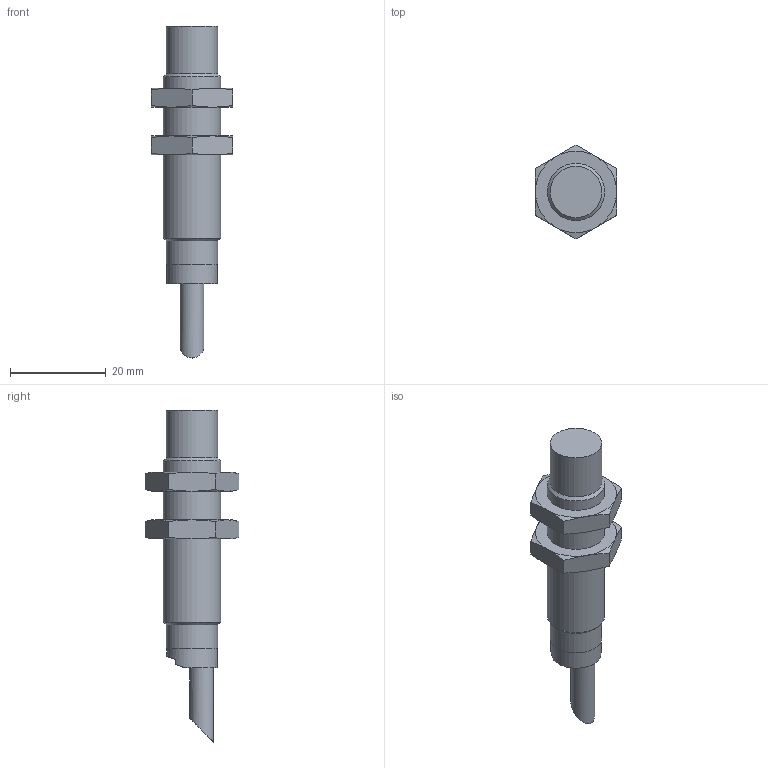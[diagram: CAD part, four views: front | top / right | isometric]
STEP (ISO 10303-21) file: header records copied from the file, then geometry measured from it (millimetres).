
FILE_DESCRIPTION(/* description */ ('STEP AP214'),/* implementation_level */ '2;1');
FILE_NAME(/* name */ '538312_SIEF-M12NB-PS-K-L',/* time_stamp */ '2024-09-15T04:32:20+02:00',/* author */ ('License CC BY-ND 4.0'),/* organization */ ('CADENAS'),/* preprocessor_version */ 'ST-DEVELOPER v19.3',/* originating_system */ 'PARTsolutions',/* authorisation */ ' ');
FILE_SCHEMA (('AUTOMOTIVE_DESIGN {1 0 10303 214 3 1 1}'));
Length unit declared in the file: millimetre
Products named in the file (3): 538312 SIEF-M12NB-PS-K-L; 538312 SIEF-M12NB-PS-K-L_1; Sensor Mutter_M12x1
Assembly tree (3 placements, depth 2):
  538312 SIEF-M12NB-PS-K-L
    538312 SIEF-M12NB-PS-K-L_1
    Sensor Mutter_M12x1  x2
Bounding box: 17 x 19.63 x 69.5 mm (x, y, z)
Volume: 7097.6 mm3; surface area: 3670 mm2
Topology: 3 solids, 3 shells, 67 faces, 147 edges, 87 vertices
Faces by surface type: cone 30, plane 28, cylinder 8, sphere 1
Full cylindrical faces by diameter (mm): 5 x1, 10.5 x1, 10.773 x2, 10.917 x2, 12 x1
Entity records: 1220 total; most frequent: CARTESIAN_POINT 257, DIRECTION 189, ORIENTED_EDGE 164, AXIS2_PLACEMENT_3D 83, EDGE_CURVE 82, EDGE_LOOP 59, FACE_BOUND 59, VERTEX_POINT 55
